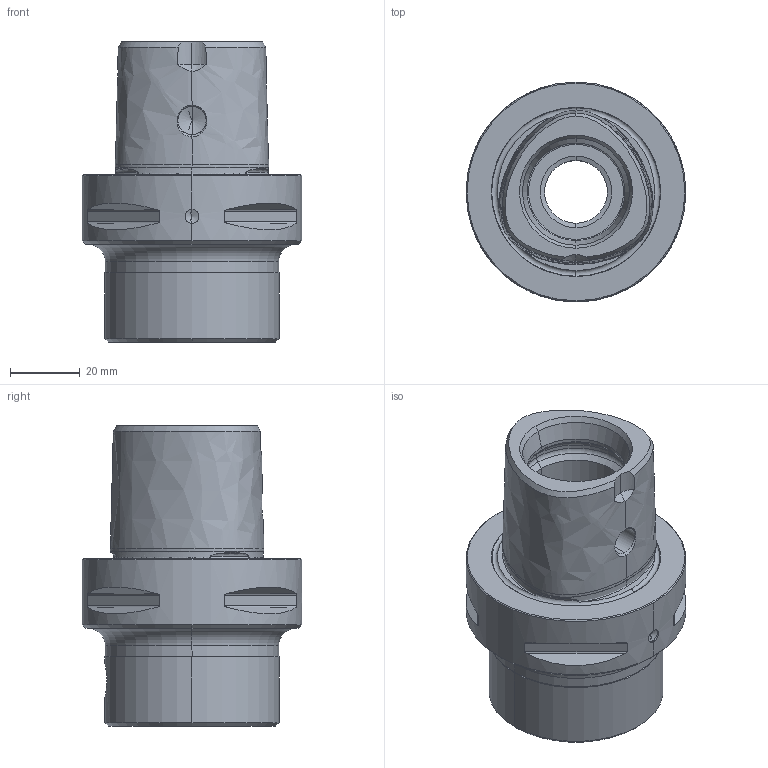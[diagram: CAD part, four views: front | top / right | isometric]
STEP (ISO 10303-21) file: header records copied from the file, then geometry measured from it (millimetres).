
FILE_DESCRIPTION(('no description'),'unknown implementation level');
FILE_NAME('589713ED-8AD4-4921-AAC8-844D1174832F_export.stp',' ',('CIMSOURCE GmbH'),('CADClick - KiM GmbH - www.kimweb.de'),'unknown preprocess','ACIS','unknown authorization');
FILE_SCHEMA(('automotive_design'));
Length unit declared in the file: millimetre
Products named in the file (2): 328.034 Kaiser C6 X CK5 X 48|690.435 Kaiser ETL M10 X 14 CK5_Standard;NONE; 328.034 Kaiser C6 X CK5 X 48|328.034 Kaiser C6 X CK5 X 48_Standard;NONE
Bounding box: 63 x 63 x 86 mm (x, y, z)
Volume: 123757.1 mm3; surface area: 26803.5 mm2
Topology: 2 solids, 2 shells, 172 faces, 403 edges, 237 vertices
Faces by surface type: cone 56, cylinder 48, plane 46, torus 14, bspline 8
Entity records: 15453 total; most frequent: CARTESIAN_POINT 7014, DIRECTION 818, STYLED_ITEM 808, PRESENTATION_STYLE_ASSIGNMENT 808, COLOUR_RGB 808, ORIENTED_EDGE 794, EDGE_CURVE 397, CURVE_STYLE 397
